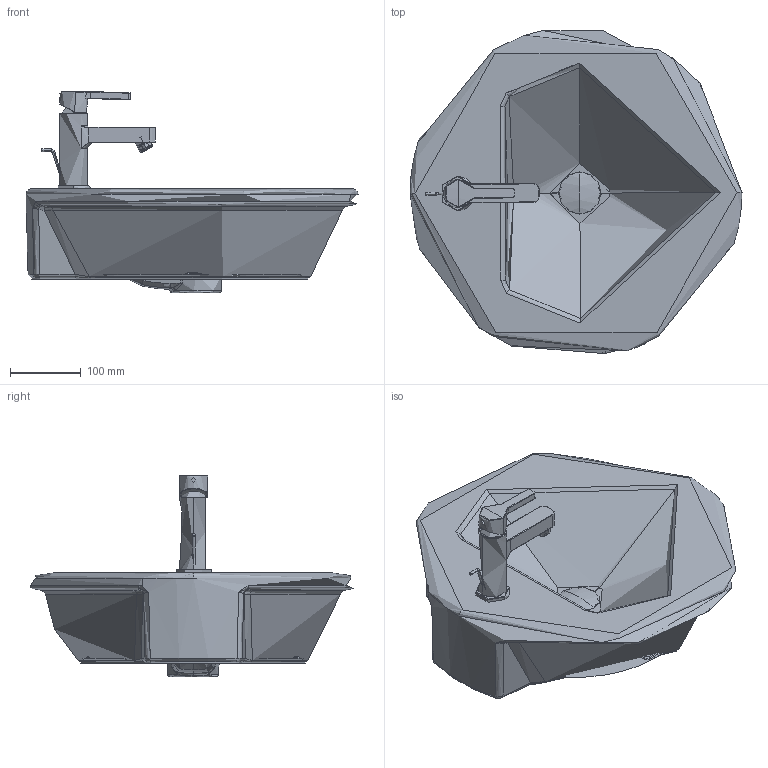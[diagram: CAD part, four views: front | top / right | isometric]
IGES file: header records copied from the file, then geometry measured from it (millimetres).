
Global section: file name: No Iges File Name specified; native system: Autodesk Inventor 2011; preprocessor: AutoDesk Inventor Iges Exporter R2011; author: Administrator; date: 20110518.164609; units: millimetre
Bounding box: 470.36 x 458.03 x 285.7 mm (x, y, z)
Volume: 9174571.9 mm3
Topology: 3 solids, 3 shells, 728 faces, 3808 edges, 3514 vertices
Faces by surface type: plane 341, bspline 184, revolution 159, cylinder 23, torus 13, cone 8
